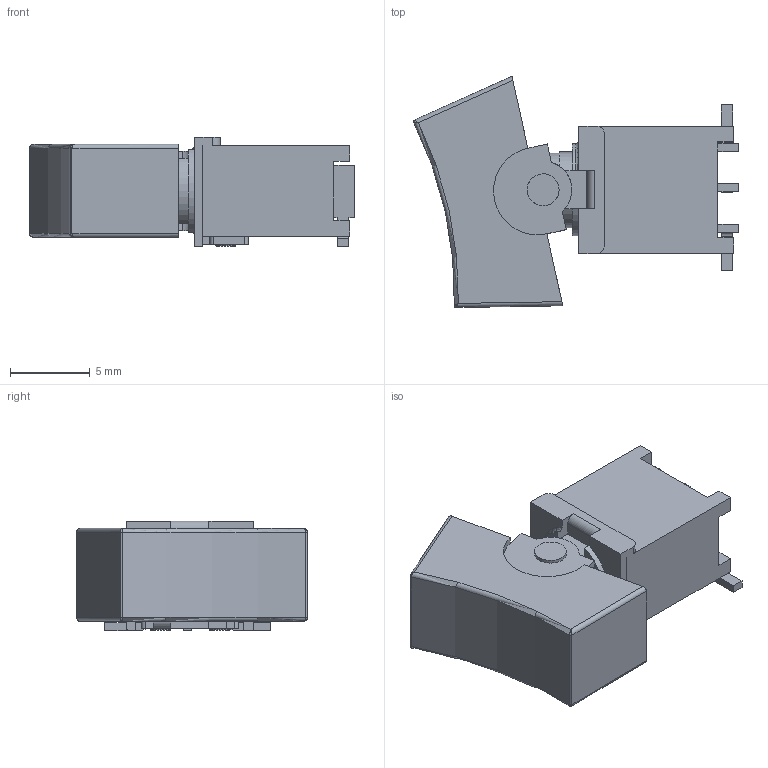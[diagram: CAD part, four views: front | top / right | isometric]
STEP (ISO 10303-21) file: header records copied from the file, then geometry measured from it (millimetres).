
FILE_DESCRIPTION((' '),'2;1');
FILE_NAME('400BWMSPxR2xxxSM6xE.stp','2017-07-19T15:28:14',(' '),(' '),' ','ACIS',' ');
FILE_SCHEMA(('CONFIG_CONTROL_DESIGN'));
Length unit declared in the file: inch
Products named in the file (5): 400BWMSPxR2xxxSM6xE.stp; Body1; Body2; Body3; Body4
Assembly tree (4 placements, depth 2):
  400BWMSPxR2xxxSM6xE.stp
    Body1
    Body2
    Body3
    Body4
Bounding box: 20.4 x 14.49 x 6.86 mm (x, y, z)
Volume: 714.7 mm3; surface area: 1117.2 mm2
Topology: 4 solids, 4 shells, 163 faces, 444 edges, 280 vertices
Faces by surface type: plane 113, cylinder 37, torus 7, bspline 4, cone 2
Full cylindrical faces by diameter (mm): 2 x2
Entity records: 9070 total; most frequent: CARTESIAN_POINT 4293, ORIENTED_EDGE 864, DIRECTION 839, EDGE_CURVE 432, VECTOR 337, LINE 337, VERTEX_POINT 278, AXIS2_PLACEMENT_3D 251
